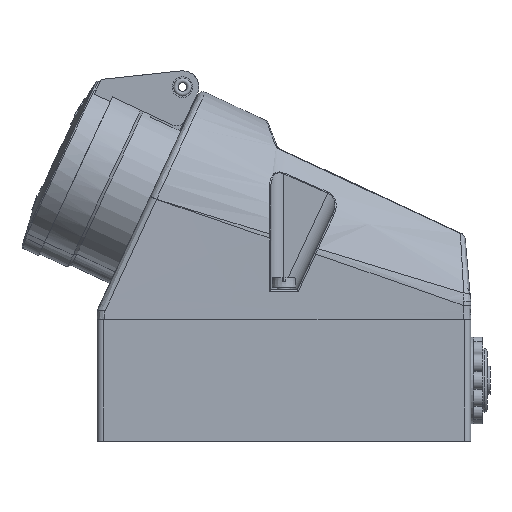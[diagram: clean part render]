
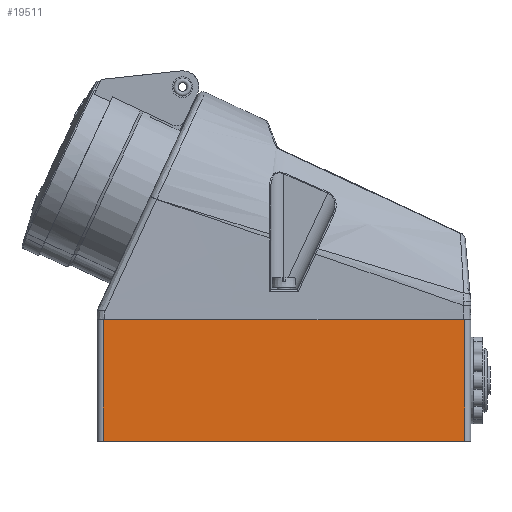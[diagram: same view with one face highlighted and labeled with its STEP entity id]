
A CAD part, left-side view. The second image highlights one B-rep face of the part: STEP entity #19511.
In plain terms, the highlighted planar face has unit normal (-1, 0, 0).
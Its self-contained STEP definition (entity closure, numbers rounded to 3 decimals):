
#1991=PLANE('',#20550);
#2926=FACE_OUTER_BOUND('',#4102,.T.);
#4102=EDGE_LOOP('',(#15811,#15812,#15813,#15814,#15815,#15816));
#4603=LINE('',#25467,#5863);
#4608=LINE('',#25587,#5868);
#4693=LINE('',#25863,#5953);
#4718=LINE('',#25941,#5978);
#4723=LINE('',#25949,#5983);
#5325=LINE('',#41166,#6585);
#5863=VECTOR('',#21631,10.);
#5868=VECTOR('',#21646,10.);
#5953=VECTOR('',#21865,10.);
#5978=VECTOR('',#21940,10.);
#5983=VECTOR('',#21951,10.);
#6585=VECTOR('',#23315,127.399);
#7602=VERTEX_POINT('',#25412);
#7604=VERTEX_POINT('',#25466);
#7611=VERTEX_POINT('',#25533);
#7613=VERTEX_POINT('',#25585);
#7704=VERTEX_POINT('',#25860);
#7705=VERTEX_POINT('',#25862);
#9527=EDGE_CURVE('',#7602,#7604,#4603,.T.);
#9537=EDGE_CURVE('',#7613,#7611,#4608,.T.);
#9662=EDGE_CURVE('',#7704,#7705,#4693,.T.);
#9705=EDGE_CURVE('',#7705,#7613,#4718,.T.);
#9710=EDGE_CURVE('',#7604,#7704,#4723,.T.);
#11182=EDGE_CURVE('',#7602,#7611,#5325,.T.);
#15811=ORIENTED_EDGE('',*,*,#9537,.F.);
#15812=ORIENTED_EDGE('',*,*,#9705,.F.);
#15813=ORIENTED_EDGE('',*,*,#9662,.F.);
#15814=ORIENTED_EDGE('',*,*,#9710,.F.);
#15815=ORIENTED_EDGE('',*,*,#9527,.F.);
#15816=ORIENTED_EDGE('',*,*,#11182,.T.);
#19511=ADVANCED_FACE('',(#2926),#1991,.T.);
#20550=AXIS2_PLACEMENT_3D('',#41165,#23313,#23314);
#21631=DIRECTION('',(0.,-1.,0.));
#21646=DIRECTION('',(0.,-1.,0.));
#21865=DIRECTION('',(0.,1.,0.));
#21940=DIRECTION('',(0.,0.,1.));
#21951=DIRECTION('',(0.,0.,-1.));
#23313=DIRECTION('center_axis',(-1.,0.,0.));
#23314=DIRECTION('ref_axis',(0.,0.,1.));
#23315=DIRECTION('',(0.,1.,0.));
#25412=CARTESIAN_POINT('',(-11.799,-45.55,17.15));
#25466=CARTESIAN_POINT('',(-11.799,-46.05,17.15));
#25467=CARTESIAN_POINT('',(-11.799,-15.3,17.15));
#25533=CARTESIAN_POINT('',(-11.799,75.45,17.15));
#25585=CARTESIAN_POINT('',(-11.799,75.95,17.15));
#25587=CARTESIAN_POINT('',(-11.799,-15.3,17.15));
#25860=CARTESIAN_POINT('',(-11.799,-46.05,-23.85));
#25862=CARTESIAN_POINT('',(-11.799,75.95,-23.85));
#25863=CARTESIAN_POINT('',(-11.799,-15.3,-23.85));
#25941=CARTESIAN_POINT('',(-11.799,75.95,17.15));
#25949=CARTESIAN_POINT('',(-11.799,-46.05,17.15));
#41165=CARTESIAN_POINT('Origin',(-11.799,75.45,17.15));
#41166=CARTESIAN_POINT('',(-11.799,-48.05,17.15));
